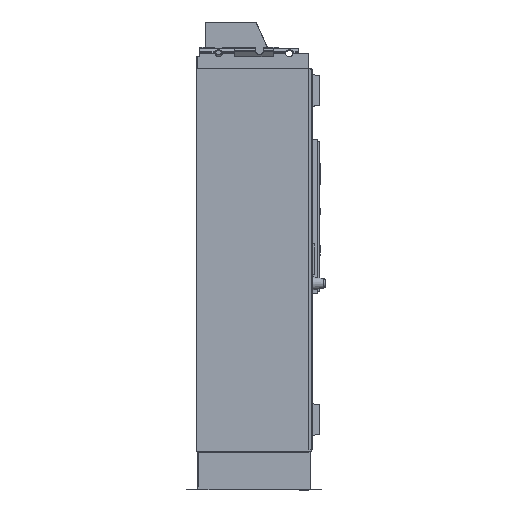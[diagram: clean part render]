
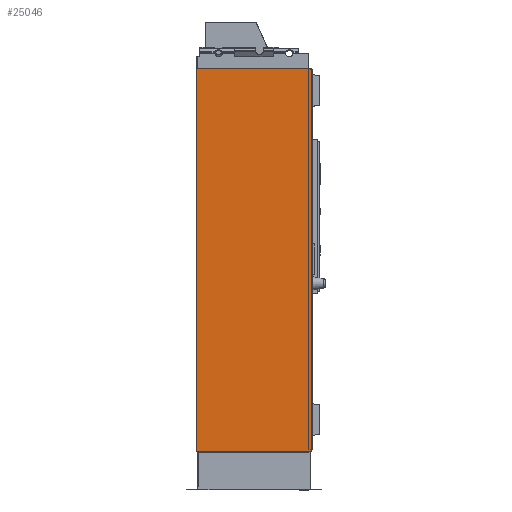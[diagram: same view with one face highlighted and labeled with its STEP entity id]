
A CAD part, left-side view. The second image highlights one B-rep face of the part: STEP entity #25046.
In plain terms, the highlighted planar face has unit normal (-1, 0, 0).
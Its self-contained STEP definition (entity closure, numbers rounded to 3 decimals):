
#21554=FACE_OUTER_BOUND('',#36449,.T.);
#25046=ADVANCED_FACE('',(#21554),#29126,.T.);
#29126=PLANE('',#98586);
#36449=EDGE_LOOP('',(#44338,#44339,#44340,#44341));
#44338=ORIENTED_EDGE('',*,*,#71312,.F.);
#44339=ORIENTED_EDGE('',*,*,#71310,.T.);
#44340=ORIENTED_EDGE('',*,*,#71313,.F.);
#44341=ORIENTED_EDGE('',*,*,#71314,.F.);
#63530=VERTEX_POINT('',#126243);
#63531=VERTEX_POINT('',#126245);
#63532=VERTEX_POINT('',#126249);
#63533=VERTEX_POINT('',#126251);
#71310=EDGE_CURVE('',#63531,#63530,#81667,.T.);
#71312=EDGE_CURVE('',#63531,#63532,#81669,.T.);
#71313=EDGE_CURVE('',#63533,#63530,#81670,.T.);
#71314=EDGE_CURVE('',#63532,#63533,#81671,.T.);
#81667=LINE('',#126244,#90487);
#81669=LINE('',#126248,#90489);
#81670=LINE('',#126250,#90490);
#81671=LINE('',#126252,#90491);
#90487=VECTOR('',#105973,1.);
#90489=VECTOR('',#105977,1.);
#90490=VECTOR('',#105978,1.);
#90491=VECTOR('',#105979,1.);
#98586=AXIS2_PLACEMENT_3D('',#126253,#105980,#105981);
#105973=DIRECTION('',(0.,0.,-1.));
#105977=DIRECTION('',(0.,-1.,0.));
#105978=DIRECTION('',(0.,1.,0.));
#105979=DIRECTION('',(0.,0.,-1.));
#105980=DIRECTION('',(-1.,0.,0.));
#105981=DIRECTION('',(0.,0.,1.));
#126243=CARTESIAN_POINT('',(-1750.,600.,-100.));
#126244=CARTESIAN_POINT('',(-1750.,600.,1932.5));
#126245=CARTESIAN_POINT('',(-1750.,600.,1899.5));
#126248=CARTESIAN_POINT('',(-1750.,600.,1899.5));
#126249=CARTESIAN_POINT('',(-1750.,0.,1899.5));
#126250=CARTESIAN_POINT('',(-1750.,600.,-100.));
#126251=CARTESIAN_POINT('',(-1750.,0.,-100.));
#126252=CARTESIAN_POINT('',(-1750.,0.,0.));
#126253=CARTESIAN_POINT('',(-1750.,300.,1932.5));
